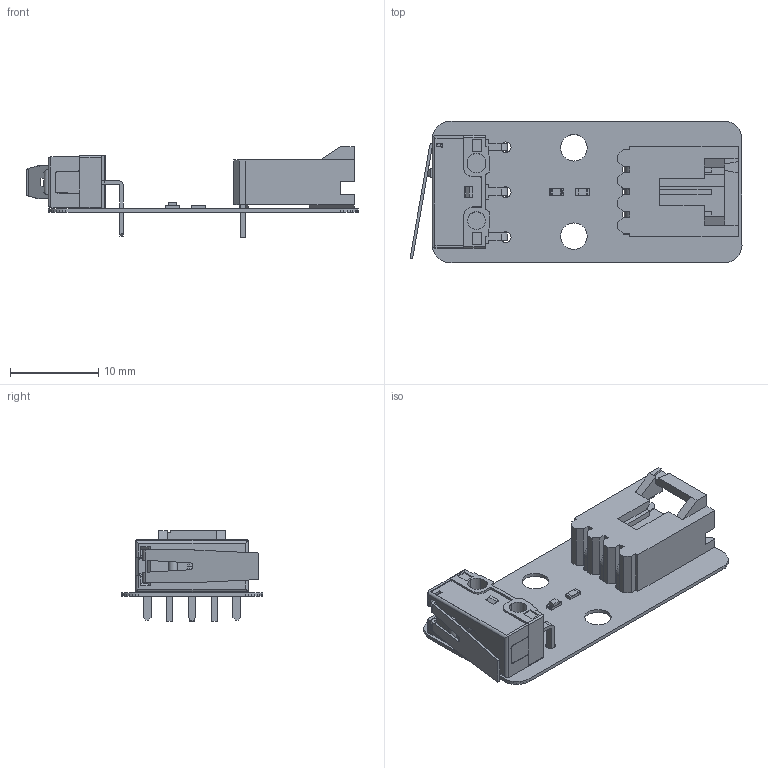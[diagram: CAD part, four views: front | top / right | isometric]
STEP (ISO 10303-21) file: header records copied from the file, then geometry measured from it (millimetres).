
FILE_DESCRIPTION(('Open CASCADE Model'),'2;1');
FILE_NAME('Open CASCADE Shape Model','2015-05-18T09:51:13',('Author'),( 'Open CASCADE'),'Open CASCADE STEP processor 6.5','Open CASCADE 6.5' ,'Unknown');
FILE_SCHEMA(('AUTOMOTIVE_DESIGN { 1 0 10303 214 1 1 1 1 }'));
Length unit declared in the file: millimetre
Products named in the file (10): PCB; Board; SW1; ah1862; J1; c-0103634-02-u-3d; LD1; User_Library-LED_SMD0603; R1; RES_0603L
Assembly tree (9 placements, depth 3):
  PCB
    Board
    SW1
      ah1862
    J1
      c-0103634-02-u-3d
    LD1
      User_Library-LED_SMD0603
    R1
      RES_0603L
Bounding box: 37.53 x 16.02 x 10.29 mm (x, y, z)
Volume: 1075.4 mm3; surface area: 2619.8 mm2
Topology: 9 solids, 11 shells, 551 faces, 1499 edges, 973 vertices
Faces by surface type: plane 457, cylinder 83, torus 5, cone 2, sphere 2, bspline 2
Full cylindrical faces by diameter (mm): 1.1 x3, 1.2 x3, 3 x2
Entity records: 40440 total; most frequent: CARTESIAN_POINT 10262, DIRECTION 5242, LINE 3712, VECTOR 3712, ORIENTED_EDGE 2994, PCURVE 2994, DEFINITIONAL_REPRESENTATION 2994, EDGE_CURVE 1497
